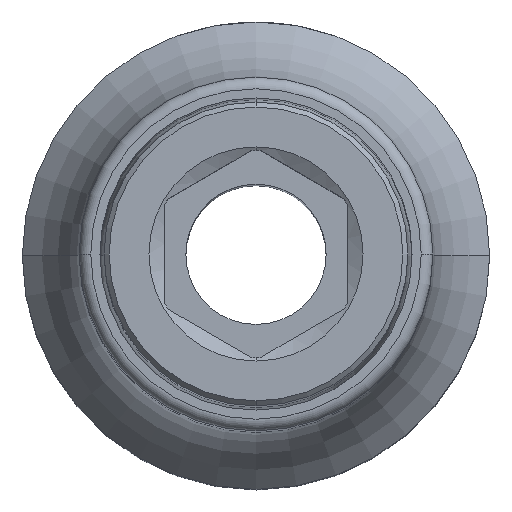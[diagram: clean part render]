
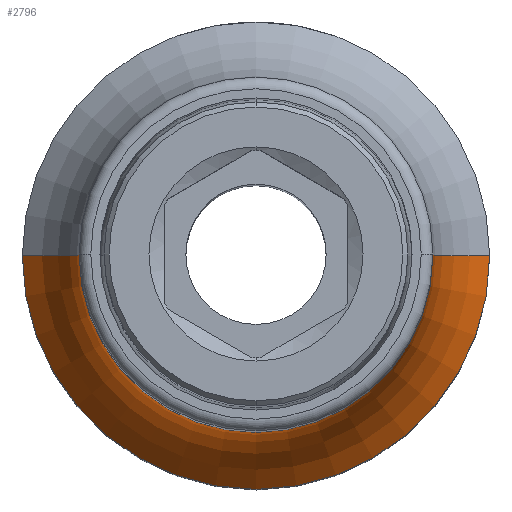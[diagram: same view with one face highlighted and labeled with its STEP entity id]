
A CAD part, top view. The second image highlights one B-rep face of the part: STEP entity #2796.
In plain terms, the highlighted toroidal (fillet/blend) face has major radius 20.6 mm and minor radius 10 mm.
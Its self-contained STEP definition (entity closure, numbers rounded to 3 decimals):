
#2362=CARTESIAN_POINT('',(0.,0.,21.7));
#2363=DIRECTION('',(0.,0.,1.));
#2364=DIRECTION('',(1.,0.,0.));
#2365=AXIS2_PLACEMENT_3D('',#2362,#2363,#2364);
#2370=CARTESIAN_POINT('',(20.6,0.,
29.213));
#2371=DIRECTION('',(0.,1.,0.));
#2372=DIRECTION('',(-0.66,0.,-0.751));
#2373=AXIS2_PLACEMENT_3D('',#2370,#2371,#2372);
#2378=CARTESIAN_POINT('',(-20.6,0.,
29.213));
#2379=DIRECTION('',(0.,-1.,0.));
#2380=DIRECTION('',(0.66,0.,-0.751));
#2381=AXIS2_PLACEMENT_3D('',#2378,#2379,#2380);
#2511=CARTESIAN_POINT('',(0.,0.,29.213));
#2512=DIRECTION('',(0.,0.,1.));
#2513=DIRECTION('',(1.,0.,0.));
#2514=AXIS2_PLACEMENT_3D('',#2511,#2512,#2513);
#2526=CARTESIAN_POINT('',(-14.,0.,21.7));
#2527=CARTESIAN_POINT('',(14.,0.,21.7));
#2528=VERTEX_POINT('',#2526);
#2529=VERTEX_POINT('',#2527);
#2530=CARTESIAN_POINT('',(-10.6,0.,29.213));
#2531=CARTESIAN_POINT('',(10.6,0.,29.213));
#2532=VERTEX_POINT('',#2530);
#2533=VERTEX_POINT('',#2531);
#2782=CARTESIAN_POINT('',(0.,0.,29.213));
#2783=DIRECTION('',(0.,0.,1.));
#2784=DIRECTION('',(1.,0.,0.));
#2785=AXIS2_PLACEMENT_3D('',#2782,#2783,#2784);
#2786=TOROIDAL_SURFACE('',#2785,20.6,10.);
#2787=ORIENTED_EDGE('',*,*,#2776,.F.);
#2789=ORIENTED_EDGE('',*,*,#2788,.T.);
#2791=ORIENTED_EDGE('',*,*,#2790,.T.);
#2793=ORIENTED_EDGE('',*,*,#2792,.F.);
#2794=EDGE_LOOP('',(#2787,#2789,#2791,#2793));
#2795=FACE_OUTER_BOUND('',#2794,.F.);
#2796=ADVANCED_FACE('',(#2795),#2786,.F.);
#2366=CIRCLE('',#2365,14.);
#2374=CIRCLE('',#2373,10.);
#2382=CIRCLE('',#2381,10.);
#2515=CIRCLE('',#2514,10.6);
#2776=EDGE_CURVE('',#2529,#2528,#2366,.T.);
#2788=EDGE_CURVE('',#2529,#2533,#2374,.T.);
#2790=EDGE_CURVE('',#2533,#2532,#2515,.T.);
#2792=EDGE_CURVE('',#2528,#2532,#2382,.T.);
